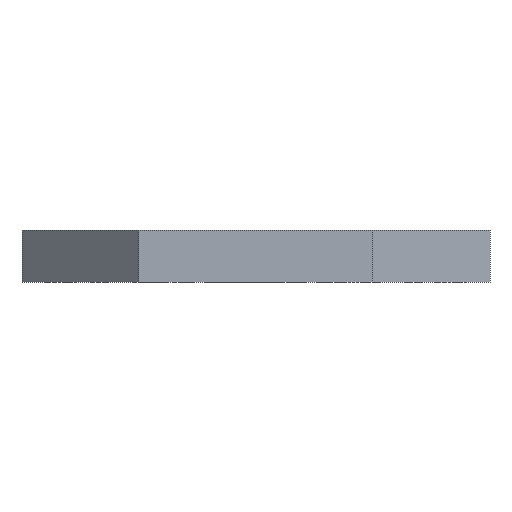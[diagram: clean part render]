
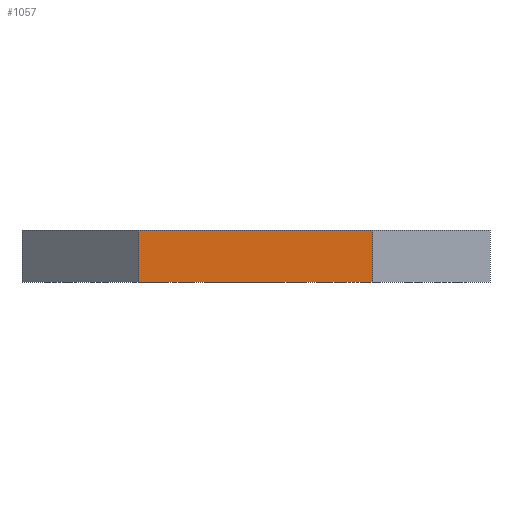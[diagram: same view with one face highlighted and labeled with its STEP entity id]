
A CAD part, front view. The second image highlights one B-rep face of the part: STEP entity #1057.
In plain terms, the highlighted planar face has unit normal (0, -1, 0).
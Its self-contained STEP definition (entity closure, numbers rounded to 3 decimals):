
#91=PLANE('',#1196);
#140=FACE_OUTER_BOUND('',#190,.T.);
#190=EDGE_LOOP('',(#858,#859,#860,#861));
#312=LINE('',#1753,#374);
#313=LINE('',#1755,#375);
#314=LINE('',#1757,#376);
#315=LINE('',#1758,#377);
#374=VECTOR('',#1478,10.);
#375=VECTOR('',#1479,10.);
#376=VECTOR('',#1480,10.);
#377=VECTOR('',#1481,10.);
#550=VERTEX_POINT('',#1751);
#551=VERTEX_POINT('',#1752);
#552=VERTEX_POINT('',#1754);
#553=VERTEX_POINT('',#1756);
#680=EDGE_CURVE('',#550,#551,#312,.T.);
#681=EDGE_CURVE('',#550,#552,#313,.T.);
#682=EDGE_CURVE('',#553,#552,#314,.T.);
#683=EDGE_CURVE('',#551,#553,#315,.T.);
#858=ORIENTED_EDGE('',*,*,#680,.F.);
#859=ORIENTED_EDGE('',*,*,#681,.T.);
#860=ORIENTED_EDGE('',*,*,#682,.F.);
#861=ORIENTED_EDGE('',*,*,#683,.F.);
#1057=ADVANCED_FACE('',(#140),#91,.T.);
#1196=AXIS2_PLACEMENT_3D('',#1750,#1476,#1477);
#1476=DIRECTION('center_axis',(0.,-1.,0.));
#1477=DIRECTION('ref_axis',(1.,0.,0.));
#1478=DIRECTION('',(-1.,0.,0.));
#1479=DIRECTION('',(0.,0.,1.));
#1480=DIRECTION('',(1.,0.,0.));
#1481=DIRECTION('',(0.,0.,1.));
#1750=CARTESIAN_POINT('Origin',(-45.,-90.,142.));
#1751=CARTESIAN_POINT('',(45.,-90.,142.));
#1752=CARTESIAN_POINT('',(-45.,-90.,142.));
#1753=CARTESIAN_POINT('',(45.,-90.,142.));
#1754=CARTESIAN_POINT('',(45.,-90.,162.));
#1755=CARTESIAN_POINT('',(45.,-90.,142.));
#1756=CARTESIAN_POINT('',(-45.,-90.,162.));
#1757=CARTESIAN_POINT('',(45.,-90.,162.));
#1758=CARTESIAN_POINT('',(-45.,-90.,142.));
